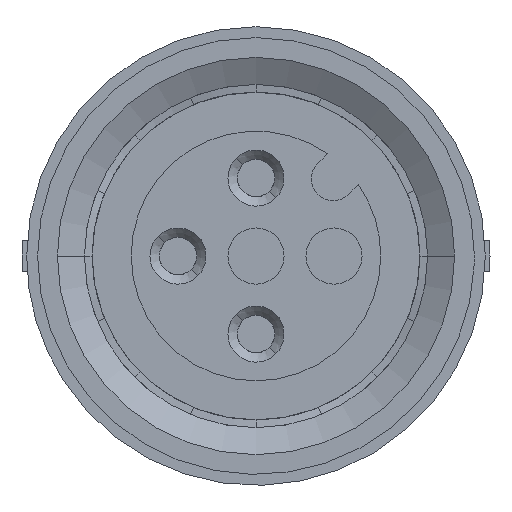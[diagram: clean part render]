
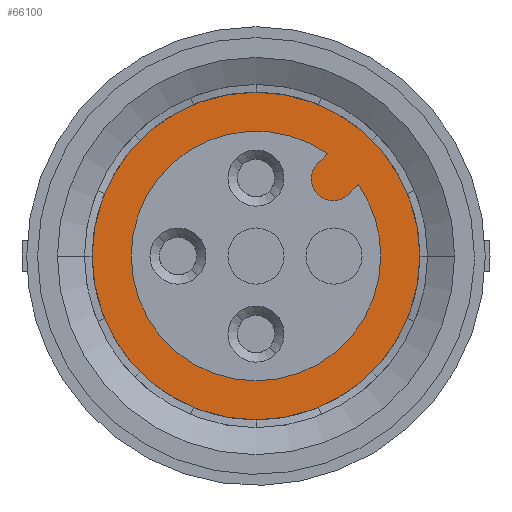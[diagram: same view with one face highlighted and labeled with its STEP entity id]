
A CAD part, left-side view. The second image highlights one B-rep face of the part: STEP entity #66100.
In plain terms, the highlighted face is planar.
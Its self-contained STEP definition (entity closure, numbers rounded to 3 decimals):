
#65260=CARTESIAN_POINT('',(17.141,36.951,
-1.));
#65270=VERTEX_POINT('',#65260);
#65300=CARTESIAN_POINT('',(20.854,33.239,
-1.));
#65310=DIRECTION('',(0.,0.,-1.));
#65320=DIRECTION('',(-0.707,0.707,
0.));
#65330=AXIS2_PLACEMENT_3D('',#65300,#65310,#65320);
#65340=CIRCLE('',#65330,5.25);
#65350=CARTESIAN_POINT('',(24.566,29.527,
-1.));
#65360=VERTEX_POINT('',#65350);
#65370=EDGE_CURVE('',#65270,#65360,#65340,.T.);
#65520=CARTESIAN_POINT('',(18.67,33.161,
-1.));
#65530=DIRECTION('',(0.,0.,-1.));
#65540=DIRECTION('',(-0.707,-0.707,
0.));
#65550=AXIS2_PLACEMENT_3D('',#65520,#65530,#65540);
#65560=PLANE('',#65550);
#65570=CARTESIAN_POINT('',(20.854,36.739,
-1.));
#65580=DIRECTION('',(0.,0.,-1.));
#65590=DIRECTION('',(0.,1.,
0.));
#65600=AXIS2_PLACEMENT_3D('',#65570,#65580,#65590);
#65610=CIRCLE('',#65600,0.7);
#65620=CARTESIAN_POINT('',(21.554,36.739,
-1.));
#65630=VERTEX_POINT('',#65620);
#65640=CARTESIAN_POINT('',(20.854,36.039,
-1.));
#65650=VERTEX_POINT('',#65640);
#65660=EDGE_CURVE('',#65630,#65650,#65610,.T.);
#65670=ORIENTED_EDGE('',*,*,#65660,.T.);
#65680=CARTESIAN_POINT('',(21.554,27.881,
-1.));
#65690=DIRECTION('',(0.,-1.,
0.));
#65700=VECTOR('',#65690,1.);
#65710=LINE('',#65680,#65700);
#65720=CARTESIAN_POINT('',(21.554,37.177,
-1.));
#65730=VERTEX_POINT('',#65720);
#65740=EDGE_CURVE('',#65730,#65630,#65710,.T.);
#65750=ORIENTED_EDGE('',*,*,#65740,.T.);
#65760=CARTESIAN_POINT('',(20.854,33.239,
-1.));
#65770=DIRECTION('',(0.,0.,1.));
#65780=DIRECTION('',(0.707,-0.707,
0.));
#65790=AXIS2_PLACEMENT_3D('',#65760,#65770,#65780);
#65800=CIRCLE('',#65790,4.);
#65810=CARTESIAN_POINT('',(23.682,30.411,
-1.));
#65820=VERTEX_POINT('',#65810);
#65830=EDGE_CURVE('',#65820,#65730,#65800,.T.);
#65840=ORIENTED_EDGE('',*,*,#65830,.T.);
#65850=CARTESIAN_POINT('',(18.025,36.068,
-1.));
#65860=VERTEX_POINT('',#65850);
#65870=EDGE_CURVE('',#65860,#65820,#65800,.T.);
#65880=ORIENTED_EDGE('',*,*,#65870,.T.);
#65890=CARTESIAN_POINT('',(20.154,37.177,
-1.));
#65900=VERTEX_POINT('',#65890);
#65910=EDGE_CURVE('',#65900,#65860,#65800,.T.);
#65920=ORIENTED_EDGE('',*,*,#65910,.T.);
#65930=CARTESIAN_POINT('',(20.154,29.281,
-1.));
#65940=DIRECTION('',(0.,1.,
0.));
#65950=VECTOR('',#65940,1.);
#65960=LINE('',#65930,#65950);
#65970=CARTESIAN_POINT('',(20.154,36.739,
-1.));
#65980=VERTEX_POINT('',#65970);
#65990=EDGE_CURVE('',#65980,#65900,#65960,.T.);
#66000=ORIENTED_EDGE('',*,*,#65990,.T.);
#66010=EDGE_CURVE('',#65650,#65980,#65610,.T.);
#66020=ORIENTED_EDGE('',*,*,#66010,.T.);
#66030=EDGE_LOOP('',(#66020,#66000,#65920,#65880,#65840,#65750,#65670));
#66040=FACE_BOUND('',#66030,.T.);
#66050=EDGE_CURVE('',#65360,#65270,#65340,.T.);
#66060=ORIENTED_EDGE('',*,*,#66050,.T.);
#66070=ORIENTED_EDGE('',*,*,#65370,.T.);
#66080=EDGE_LOOP('',(#66070,#66060));
#66090=FACE_OUTER_BOUND('',#66080,.T.);
#66100=ADVANCED_FACE('',(#66040,#66090),#65560,.T.);
